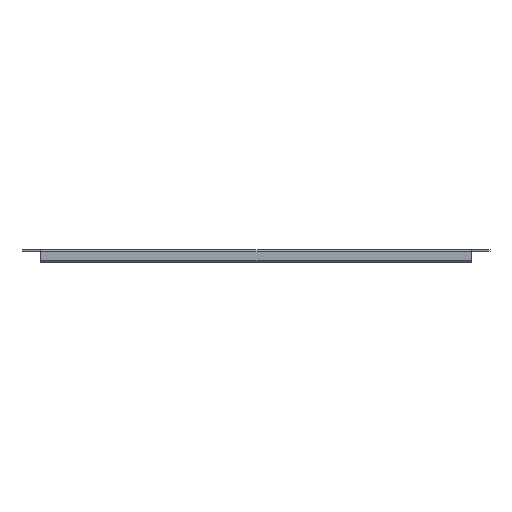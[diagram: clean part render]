
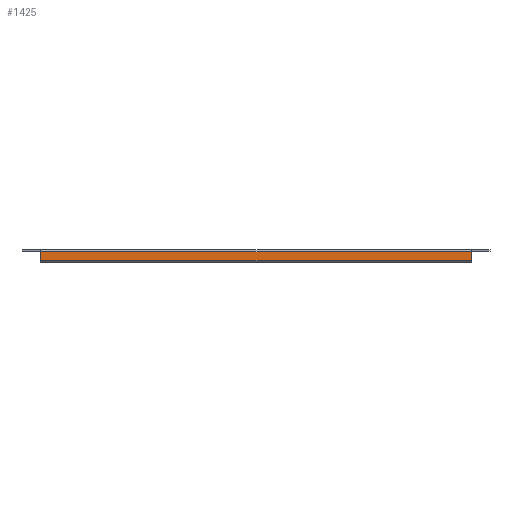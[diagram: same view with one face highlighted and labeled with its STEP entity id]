
A CAD part, front view. The second image highlights one B-rep face of the part: STEP entity #1425.
In plain terms, the highlighted planar face has unit normal (0, -1, 0).
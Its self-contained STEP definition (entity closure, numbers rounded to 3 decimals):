
#2 = CARTESIAN_POINT ( 'NONE',  ( 563.513, -91.711, -3.5 ) ) ;
#15 = VERTEX_POINT ( 'NONE', #1278 ) ;
#88 = PLANE ( 'NONE',  #1081 ) ;
#91 = VERTEX_POINT ( 'NONE', #1350 ) ;
#295 = DIRECTION ( 'NONE',  ( 1., 0., 0. ) ) ;
#312 = VECTOR ( 'NONE', #295, 1000. ) ;
#339 = VECTOR ( 'NONE', #1298, 1000. ) ;
#372 = VECTOR ( 'NONE', #1569, 1000. ) ;
#420 = EDGE_CURVE ( 'NONE', #91, #1355, #1845, .T. ) ;
#432 = LINE ( 'NONE', #461, #339 ) ;
#461 = CARTESIAN_POINT ( 'NONE',  ( -121.487, -91.711, -16.5 ) ) ;
#565 = EDGE_CURVE ( 'NONE', #832, #15, #895, .T. ) ;
#707 = ORIENTED_EDGE ( 'NONE', *, *, #420, .T. ) ;
#710 = ORIENTED_EDGE ( 'NONE', *, *, #565, .T. ) ;
#776 = CARTESIAN_POINT ( 'NONE',  ( 563.513, -91.711, 0. ) ) ;
#832 = VERTEX_POINT ( 'NONE', #1145 ) ;
#883 = ORIENTED_EDGE ( 'NONE', *, *, #1174, .T. ) ;
#895 = LINE ( 'NONE', #776, #1558 ) ;
#1081 = AXIS2_PLACEMENT_3D ( 'NONE', #1519, #1250, #1396 ) ;
#1145 = CARTESIAN_POINT ( 'NONE',  ( 563.513, -91.711, -16.5 ) ) ;
#1174 = EDGE_CURVE ( 'NONE', #1355, #832, #432, .T. ) ;
#1245 = EDGE_CURVE ( 'NONE', #91, #15, #1271, .T. ) ;
#1250 = DIRECTION ( 'NONE',  ( 0., 1., 0. ) ) ;
#1271 = LINE ( 'NONE', #2, #312 ) ;
#1278 = CARTESIAN_POINT ( 'NONE',  ( 563.513, -91.711, -3.5 ) ) ;
#1298 = DIRECTION ( 'NONE',  ( 1., 0., 0. ) ) ;
#1304 = DIRECTION ( 'NONE',  ( 0., 0., 1. ) ) ;
#1310 = ORIENTED_EDGE ( 'NONE', *, *, #1245, .F. ) ;
#1350 = CARTESIAN_POINT ( 'NONE',  ( -121.487, -91.711, -3.5 ) ) ;
#1355 = VERTEX_POINT ( 'NONE', #1786 ) ;
#1361 = FACE_OUTER_BOUND ( 'NONE', #1675, .T. ) ;
#1396 = DIRECTION ( 'NONE',  ( 0., 0., 1. ) ) ;
#1425 = ADVANCED_FACE ( 'NONE', ( #1361 ), #88, .F. ) ;
#1519 = CARTESIAN_POINT ( 'NONE',  ( 0., -91.711, 0. ) ) ;
#1558 = VECTOR ( 'NONE', #1304, 1000. ) ;
#1569 = DIRECTION ( 'NONE',  ( 0., 0., -1. ) ) ;
#1675 = EDGE_LOOP ( 'NONE', ( #883, #710, #1310, #707 ) ) ;
#1734 = CARTESIAN_POINT ( 'NONE',  ( -121.487, -91.711, 0. ) ) ;
#1786 = CARTESIAN_POINT ( 'NONE',  ( -121.487, -91.711, -16.5 ) ) ;
#1845 = LINE ( 'NONE', #1734, #372 ) ;
